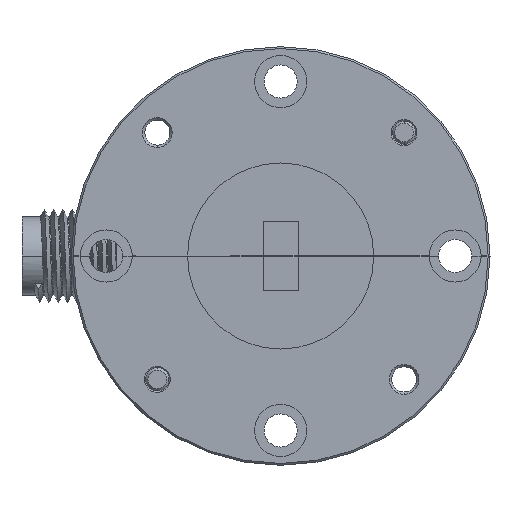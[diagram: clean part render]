
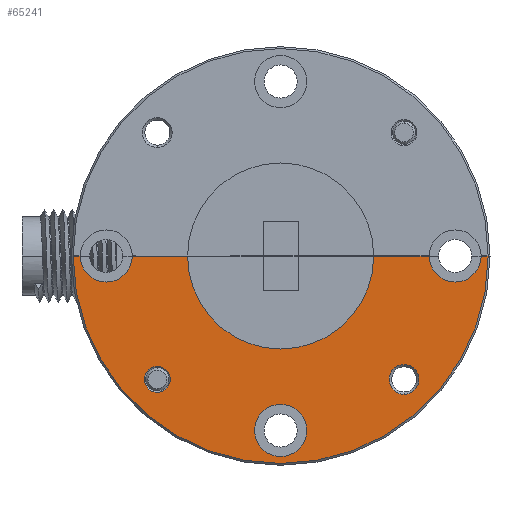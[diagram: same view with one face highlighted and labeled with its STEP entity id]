
A CAD part, left-side view. The second image highlights one B-rep face of the part: STEP entity #65241.
In plain terms, the highlighted planar face has unit normal (-1, 0, 0).
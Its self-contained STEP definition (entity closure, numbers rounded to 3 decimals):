
#883 = DIRECTION ( 'NONE',  ( 0., 0., 1. ) ) ;
#981 = AXIS2_PLACEMENT_3D ( 'NONE', #31396, #16556, #61309 ) ;
#1956 = CIRCLE ( 'NONE', #54969, 14.161 ) ;
#2468 = DIRECTION ( 'NONE',  ( 0., 0., 1. ) ) ;
#2622 = DIRECTION ( 'NONE',  ( -1., 0., 0. ) ) ;
#2735 = ORIENTED_EDGE ( 'NONE', *, *, #23941, .F. ) ;
#2847 = LINE ( 'NONE', #48030, #7611 ) ;
#3035 = FACE_BOUND ( 'NONE', #62978, .T. ) ;
#3123 = AXIS2_PLACEMENT_3D ( 'NONE', #62046, #31246, #10917 ) ;
#3409 = CARTESIAN_POINT ( 'NONE',  ( -9.022, 12.21, -7.542 ) ) ;
#3558 = EDGE_CURVE ( 'NONE', #6557, #44972, #33626, .T. ) ;
#3605 = VERTEX_POINT ( 'NONE', #10292 ) ;
#4061 = DIRECTION ( 'NONE',  ( 0., 0., 1. ) ) ;
#4948 = DIRECTION ( 'NONE',  ( -1., 0., 0. ) ) ;
#5881 = CARTESIAN_POINT ( 'NONE',  ( -9.022, 3.791, -13.284 ) ) ;
#6557 = VERTEX_POINT ( 'NONE', #26541 ) ;
#6560 = CARTESIAN_POINT ( 'NONE',  ( -9.022, 12.21, -6.66 ) ) ;
#7376 = EDGE_CURVE ( 'NONE', #44972, #6557, #62535, .T. ) ;
#7499 = CARTESIAN_POINT ( 'NONE',  ( -9.022, 3.791, 0.877 ) ) ;
#7611 = VECTOR ( 'NONE', #17630, 1000. ) ;
#8507 = DIRECTION ( 'NONE',  ( -1., 0., 0. ) ) ;
#8750 = CIRCLE ( 'NONE', #3123, 6.35 ) ;
#9081 = EDGE_LOOP ( 'NONE', ( #34635, #33327 ) ) ;
#9234 = ORIENTED_EDGE ( 'NONE', *, *, #62945, .F. ) ;
#9483 = AXIS2_PLACEMENT_3D ( 'NONE', #54222, #24324, #49848 ) ;
#9595 = CARTESIAN_POINT ( 'NONE',  ( -9.022, 10.141, 0.877 ) ) ;
#9643 = CARTESIAN_POINT ( 'NONE',  ( -9.022, 12.21, -8.425 ) ) ;
#10032 = CARTESIAN_POINT ( 'NONE',  ( -9.022, -10.509, 0.877 ) ) ;
#10228 = EDGE_CURVE ( 'NONE', #60964, #38822, #64649, .T. ) ;
#10292 = CARTESIAN_POINT ( 'NONE',  ( -9.022, -4.628, -6.526 ) ) ;
#10917 = DIRECTION ( 'NONE',  ( 0., 0., 1. ) ) ;
#11186 = CARTESIAN_POINT ( 'NONE',  ( -9.022, 3.791, 0.877 ) ) ;
#11378 = ORIENTED_EDGE ( 'NONE', *, *, #48888, .T. ) ;
#11721 = FACE_BOUND ( 'NONE', #63322, .T. ) ;
#11788 = DIRECTION ( 'NONE',  ( 0., 0., 1. ) ) ;
#12384 = EDGE_CURVE ( 'NONE', #18189, #43362, #1956, .T. ) ;
#12544 = CARTESIAN_POINT ( 'NONE',  ( -9.022, -10.509, 0.877 ) ) ;
#12823 = CARTESIAN_POINT ( 'NONE',  ( -9.022, -4.628, -8.558 ) ) ;
#13612 = EDGE_CURVE ( 'NONE', #44187, #17972, #32748, .T. ) ;
#15627 = FACE_OUTER_BOUND ( 'NONE', #57832, .T. ) ;
#16031 = DIRECTION ( 'NONE',  ( -1., 0., 0. ) ) ;
#16556 = DIRECTION ( 'NONE',  ( -1., 0., 0. ) ) ;
#16576 = LINE ( 'NONE', #12544, #23736 ) ;
#16786 = CIRCLE ( 'NONE', #39752, 1.016 ) ;
#17630 = DIRECTION ( 'NONE',  ( 0., 1., 0. ) ) ;
#17972 = VERTEX_POINT ( 'NONE', #6560 ) ;
#18184 = AXIS2_PLACEMENT_3D ( 'NONE', #26299, #35815, #883 ) ;
#18189 = VERTEX_POINT ( 'NONE', #44391 ) ;
#20944 = ORIENTED_EDGE ( 'NONE', *, *, #7376, .F. ) ;
#21028 = ORIENTED_EDGE ( 'NONE', *, *, #52447, .F. ) ;
#23736 = VECTOR ( 'NONE', #64510, 1000. ) ;
#23941 = EDGE_CURVE ( 'NONE', #34575, #3605, #49785, .T. ) ;
#24324 = DIRECTION ( 'NONE',  ( -1., 0., 0. ) ) ;
#24678 = CARTESIAN_POINT ( 'NONE',  ( -9.022, 3.791, -11.03 ) ) ;
#25279 = DIRECTION ( 'NONE',  ( 0., 0., 1. ) ) ;
#25806 = ORIENTED_EDGE ( 'NONE', *, *, #12384, .T. ) ;
#26269 = CARTESIAN_POINT ( 'NONE',  ( -9.022, 13.92, 0.877 ) ) ;
#26299 = CARTESIAN_POINT ( 'NONE',  ( -9.022, -8.115, 0.877 ) ) ;
#26541 = CARTESIAN_POINT ( 'NONE',  ( -9.022, 3.791, -12.808 ) ) ;
#30449 = DIRECTION ( 'NONE',  ( 0., 1., 0. ) ) ;
#30673 = CIRCLE ( 'NONE', #63406, 0.883 ) ;
#30780 = CIRCLE ( 'NONE', #50198, 14.161 ) ;
#31246 = DIRECTION ( 'NONE',  ( -1., 0., 0. ) ) ;
#31396 = CARTESIAN_POINT ( 'NONE',  ( -9.022, 15.698, 0.877 ) ) ;
#31605 = VERTEX_POINT ( 'NONE', #54280 ) ;
#32748 = CIRCLE ( 'NONE', #43192, 0.883 ) ;
#32774 = CARTESIAN_POINT ( 'NONE',  ( -9.022, 12.21, -7.542 ) ) ;
#32968 = DIRECTION ( 'NONE',  ( -1., 0., 0. ) ) ;
#33123 = VECTOR ( 'NONE', #55415, 1000. ) ;
#33327 = ORIENTED_EDGE ( 'NONE', *, *, #13612, .F. ) ;
#33626 = CIRCLE ( 'NONE', #64162, 1.778 ) ;
#33767 = DIRECTION ( 'NONE',  ( -1., 0., 0. ) ) ;
#34575 = VERTEX_POINT ( 'NONE', #12823 ) ;
#34624 = DIRECTION ( 'NONE',  ( 0., 0., 1. ) ) ;
#34635 = ORIENTED_EDGE ( 'NONE', *, *, #65552, .F. ) ;
#35297 = ORIENTED_EDGE ( 'NONE', *, *, #40737, .T. ) ;
#35448 = CARTESIAN_POINT ( 'NONE',  ( -9.022, 3.791, 0.877 ) ) ;
#35815 = DIRECTION ( 'NONE',  ( -1., 0., 0. ) ) ;
#37750 = VECTOR ( 'NONE', #30449, 1000. ) ;
#37815 = FACE_BOUND ( 'NONE', #9081, .T. ) ;
#38251 = PLANE ( 'NONE',  #60018 ) ;
#38302 = CARTESIAN_POINT ( 'NONE',  ( -9.022, -4.628, -7.542 ) ) ;
#38822 = VERTEX_POINT ( 'NONE', #56890 ) ;
#38853 = EDGE_CURVE ( 'NONE', #31605, #52911, #60254, .T. ) ;
#39752 = AXIS2_PLACEMENT_3D ( 'NONE', #38302, #32968, #42999 ) ;
#40281 = LINE ( 'NONE', #10032, #33123 ) ;
#40737 = EDGE_CURVE ( 'NONE', #43362, #57811, #30780, .T. ) ;
#41996 = VERTEX_POINT ( 'NONE', #54583 ) ;
#42949 = DIRECTION ( 'NONE',  ( 0., 0., 1. ) ) ;
#42999 = DIRECTION ( 'NONE',  ( 0., 0., 1. ) ) ;
#43160 = EDGE_CURVE ( 'NONE', #57811, #41996, #16576, .T. ) ;
#43192 = AXIS2_PLACEMENT_3D ( 'NONE', #3409, #8507, #4061 ) ;
#43362 = VERTEX_POINT ( 'NONE', #5881 ) ;
#44187 = VERTEX_POINT ( 'NONE', #9643 ) ;
#44391 = CARTESIAN_POINT ( 'NONE',  ( -9.022, 17.952, 0.877 ) ) ;
#44972 = VERTEX_POINT ( 'NONE', #51752 ) ;
#45820 = CARTESIAN_POINT ( 'NONE',  ( -9.022, -10.509, 0.877 ) ) ;
#46345 = CIRCLE ( 'NONE', #18184, 1.778 ) ;
#46950 = EDGE_CURVE ( 'NONE', #31605, #18189, #40281, .T. ) ;
#47050 = CARTESIAN_POINT ( 'NONE',  ( -9.022, 3.791, -11.03 ) ) ;
#47208 = CARTESIAN_POINT ( 'NONE',  ( -9.022, -6.337, 0.877 ) ) ;
#47631 = VERTEX_POINT ( 'NONE', #9595 ) ;
#48030 = CARTESIAN_POINT ( 'NONE',  ( -9.022, -10.509, 0.877 ) ) ;
#48888 = EDGE_CURVE ( 'NONE', #47631, #52911, #2847, .T. ) ;
#49137 = ORIENTED_EDGE ( 'NONE', *, *, #46950, .T. ) ;
#49785 = CIRCLE ( 'NONE', #9483, 1.016 ) ;
#49848 = DIRECTION ( 'NONE',  ( 0., 0., 1. ) ) ;
#50198 = AXIS2_PLACEMENT_3D ( 'NONE', #35448, #4948, #25279 ) ;
#50497 = ORIENTED_EDGE ( 'NONE', *, *, #3558, .F. ) ;
#51509 = DIRECTION ( 'NONE',  ( 0., 0., 1. ) ) ;
#51672 = DIRECTION ( 'NONE',  ( -1., 0., 0. ) ) ;
#51752 = CARTESIAN_POINT ( 'NONE',  ( -9.022, 3.791, -9.252 ) ) ;
#51913 = ORIENTED_EDGE ( 'NONE', *, *, #43160, .T. ) ;
#52447 = EDGE_CURVE ( 'NONE', #3605, #34575, #16786, .T. ) ;
#52911 = VERTEX_POINT ( 'NONE', #26269 ) ;
#53572 = ORIENTED_EDGE ( 'NONE', *, *, #10228, .T. ) ;
#54222 = CARTESIAN_POINT ( 'NONE',  ( -9.022, -4.628, -7.542 ) ) ;
#54280 = CARTESIAN_POINT ( 'NONE',  ( -9.022, 17.476, 0.877 ) ) ;
#54583 = CARTESIAN_POINT ( 'NONE',  ( -9.022, -9.893, 0.877 ) ) ;
#54969 = AXIS2_PLACEMENT_3D ( 'NONE', #11186, #16031, #51509 ) ;
#55415 = DIRECTION ( 'NONE',  ( 0., 1., 0. ) ) ;
#56890 = CARTESIAN_POINT ( 'NONE',  ( -9.022, -2.559, 0.877 ) ) ;
#57449 = EDGE_CURVE ( 'NONE', #60964, #41996, #46345, .T. ) ;
#57811 = VERTEX_POINT ( 'NONE', #59458 ) ;
#57832 = EDGE_LOOP ( 'NONE', ( #49137, #25806, #35297, #51913, #63632, #53572, #9234, #11378, #64294 ) ) ;
#59458 = CARTESIAN_POINT ( 'NONE',  ( -9.022, -10.369, 0.877 ) ) ;
#60018 = AXIS2_PLACEMENT_3D ( 'NONE', #7499, #2622, #42949 ) ;
#60254 = CIRCLE ( 'NONE', #981, 1.778 ) ;
#60964 = VERTEX_POINT ( 'NONE', #47208 ) ;
#61309 = DIRECTION ( 'NONE',  ( 0., 0., 1. ) ) ;
#62046 = CARTESIAN_POINT ( 'NONE',  ( -9.022, 3.791, 0.877 ) ) ;
#62535 = CIRCLE ( 'NONE', #65106, 1.778 ) ;
#62945 = EDGE_CURVE ( 'NONE', #47631, #38822, #8750, .T. ) ;
#62978 = EDGE_LOOP ( 'NONE', ( #20944, #50497 ) ) ;
#63318 = DIRECTION ( 'NONE',  ( -1., 0., 0. ) ) ;
#63322 = EDGE_LOOP ( 'NONE', ( #21028, #2735 ) ) ;
#63406 = AXIS2_PLACEMENT_3D ( 'NONE', #32774, #63318, #2468 ) ;
#63632 = ORIENTED_EDGE ( 'NONE', *, *, #57449, .F. ) ;
#64162 = AXIS2_PLACEMENT_3D ( 'NONE', #24678, #33767, #34624 ) ;
#64294 = ORIENTED_EDGE ( 'NONE', *, *, #38853, .F. ) ;
#64510 = DIRECTION ( 'NONE',  ( 0., 1., 0. ) ) ;
#64649 = LINE ( 'NONE', #45820, #37750 ) ;
#65106 = AXIS2_PLACEMENT_3D ( 'NONE', #47050, #51672, #11788 ) ;
#65241 = ADVANCED_FACE ( 'NONE', ( #11721, #15627, #3035, #37815 ), #38251, .T. ) ;
#65552 = EDGE_CURVE ( 'NONE', #17972, #44187, #30673, .T. ) ;
